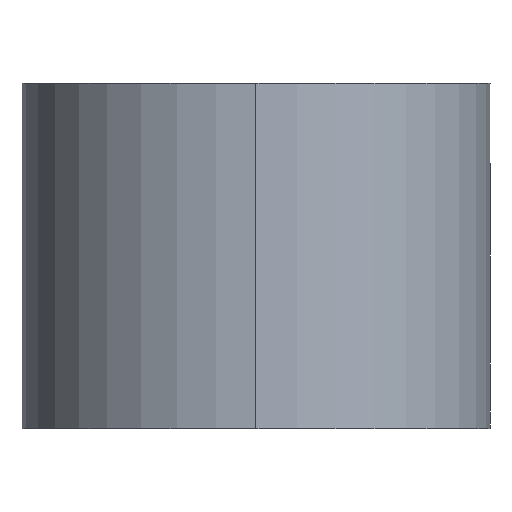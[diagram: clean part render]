
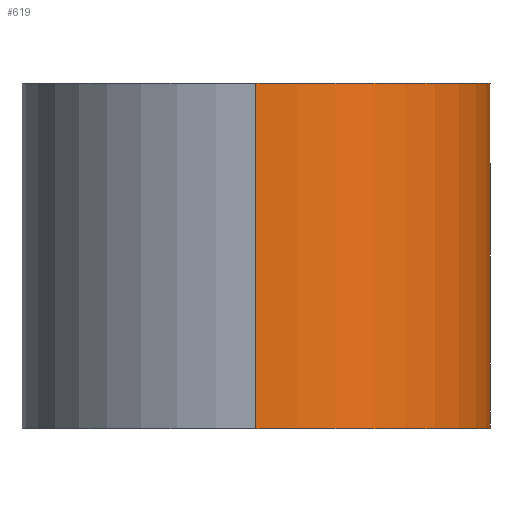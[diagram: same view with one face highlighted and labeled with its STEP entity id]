
A CAD part, left-side view. The second image highlights one B-rep face of the part: STEP entity #619.
In plain terms, the highlighted cylindrical face has radius 6.5 mm (diameter 13 mm), a partial arc.
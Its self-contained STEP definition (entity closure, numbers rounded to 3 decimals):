
#17 = AXIS2_PLACEMENT_3D ( 'NONE', #336, #342, #341 ) ;
#22 = AXIS2_PLACEMENT_3D ( 'NONE', #107, #109, #108 ) ;
#23 = VECTOR ( 'NONE', #333, 1000. ) ;
#78 = VECTOR ( 'NONE', #318, 1000. ) ;
#96 = FACE_OUTER_BOUND ( 'NONE', #922, .T. ) ;
#99 = CYLINDRICAL_SURFACE ( 'NONE', #100, 6.5 ) ;
#100 = AXIS2_PLACEMENT_3D ( 'NONE', #343, #439, #435 ) ;
#107 = CARTESIAN_POINT ( 'NONE',  ( 0., 0., -4.8 ) ) ;
#108 = DIRECTION ( 'NONE',  ( 1., 0., 0. ) ) ;
#109 = DIRECTION ( 'NONE',  ( 0., 0., 1. ) ) ;
#203 = VERTEX_POINT ( 'NONE', #417 ) ;
#213 = VERTEX_POINT ( 'NONE', #419 ) ;
#215 = VERTEX_POINT ( 'NONE', #422 ) ;
#227 = CARTESIAN_POINT ( 'NONE',  ( 0., -6.5, 4.8 ) ) ;
#318 = DIRECTION ( 'NONE',  ( 0., 0., -1. ) ) ;
#320 = LINE ( 'NONE', #321, #78 ) ;
#321 = CARTESIAN_POINT ( 'NONE',  ( 0., -6.5, 4.8 ) ) ;
#324 = VERTEX_POINT ( 'NONE', #227 ) ;
#330 = LINE ( 'NONE', #332, #23 ) ;
#332 = CARTESIAN_POINT ( 'NONE',  ( -6.5, 0., 4.8 ) ) ;
#333 = DIRECTION ( 'NONE',  ( 0., 0., -1. ) ) ;
#336 = CARTESIAN_POINT ( 'NONE',  ( 0., 0., 4.8 ) ) ;
#341 = DIRECTION ( 'NONE',  ( 1., 0., 0. ) ) ;
#342 = DIRECTION ( 'NONE',  ( 0., 0., 1. ) ) ;
#343 = CARTESIAN_POINT ( 'NONE',  ( 0., 0., 4.8 ) ) ;
#417 = CARTESIAN_POINT ( 'NONE',  ( -6.5, 0., 4.8 ) ) ;
#419 = CARTESIAN_POINT ( 'NONE',  ( -6.5, 0., -4.8 ) ) ;
#422 = CARTESIAN_POINT ( 'NONE',  ( 0., -6.5, -4.8 ) ) ;
#435 = DIRECTION ( 'NONE',  ( -1., 0., 0. ) ) ;
#439 = DIRECTION ( 'NONE',  ( 0., 0., -1. ) ) ;
#531 = CIRCLE ( 'NONE', #17, 6.5 ) ;
#542 = CIRCLE ( 'NONE', #22, 6.5 ) ;
#552 = EDGE_CURVE ( 'NONE', #213, #215, #542, .T. ) ;
#580 = EDGE_CURVE ( 'NONE', #324, #215, #320, .T. ) ;
#619 = ADVANCED_FACE ( 'NONE', ( #96 ), #99, .T. ) ;
#623 = EDGE_CURVE ( 'NONE', #203, #213, #330, .T. ) ;
#633 = EDGE_CURVE ( 'NONE', #203, #324, #531, .T. ) ;
#845 = ORIENTED_EDGE ( 'NONE', *, *, #552, .T. ) ;
#922 = EDGE_LOOP ( 'NONE', ( #1006, #964, #845, #992 ) ) ;
#964 = ORIENTED_EDGE ( 'NONE', *, *, #623, .T. ) ;
#992 = ORIENTED_EDGE ( 'NONE', *, *, #580, .F. ) ;
#1006 = ORIENTED_EDGE ( 'NONE', *, *, #633, .F. ) ;
